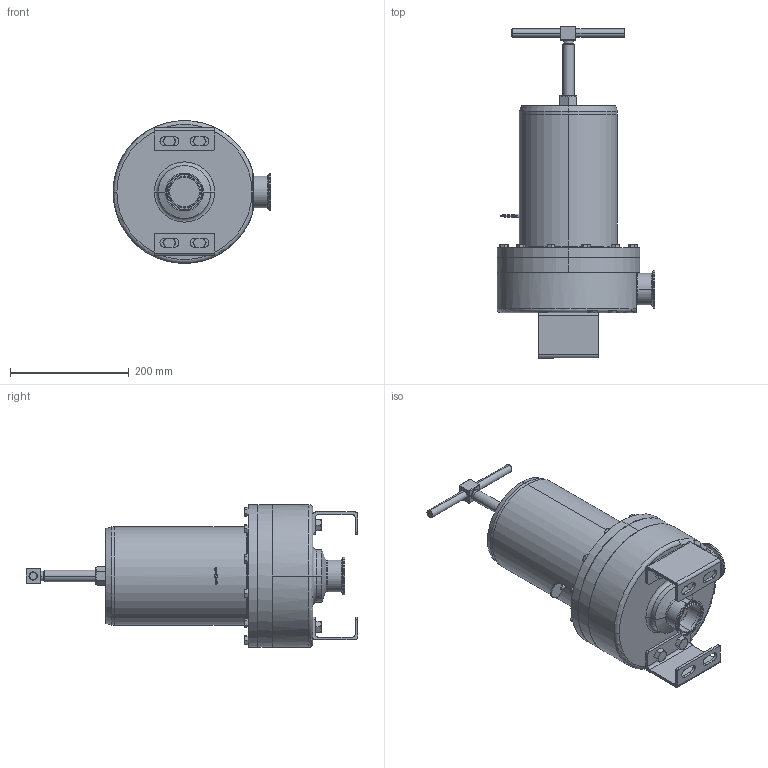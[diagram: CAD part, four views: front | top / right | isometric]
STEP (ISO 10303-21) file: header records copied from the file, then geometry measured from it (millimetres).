
FILE_DESCRIPTION (( 'STEP AP203' ), '1' );
FILE_NAME ('96D-50.STEP', '2017-06-07T10:25:18', ( '' ), ( '' ), 'SwSTEP 2.0', 'SolidWorks 2014', '' );
FILE_SCHEMA (( 'CONFIG_CONTROL_DESIGN' ));
Length unit declared in the file: inch
Products named in the file (2): 96D-50
Bounding box: 266.06 x 559.56 x 240.54 mm (x, y, z)
Volume: 10456798.1 mm3; surface area: 410984.9 mm2
Topology: 1 solids, 1 shells, 452 faces, 1069 edges, 652 vertices
Faces by surface type: plane 183, cone 134, cylinder 99, torus 36
Entity records: 14096 total; most frequent: CARTESIAN_POINT 3627, DIRECTION 2153, ORIENTED_EDGE 2138, EDGE_CURVE 1069, AXIS2_PLACEMENT_3D 860, VERTEX_POINT 652, EDGE_LOOP 517, FACE_OUTER_BOUND 452
